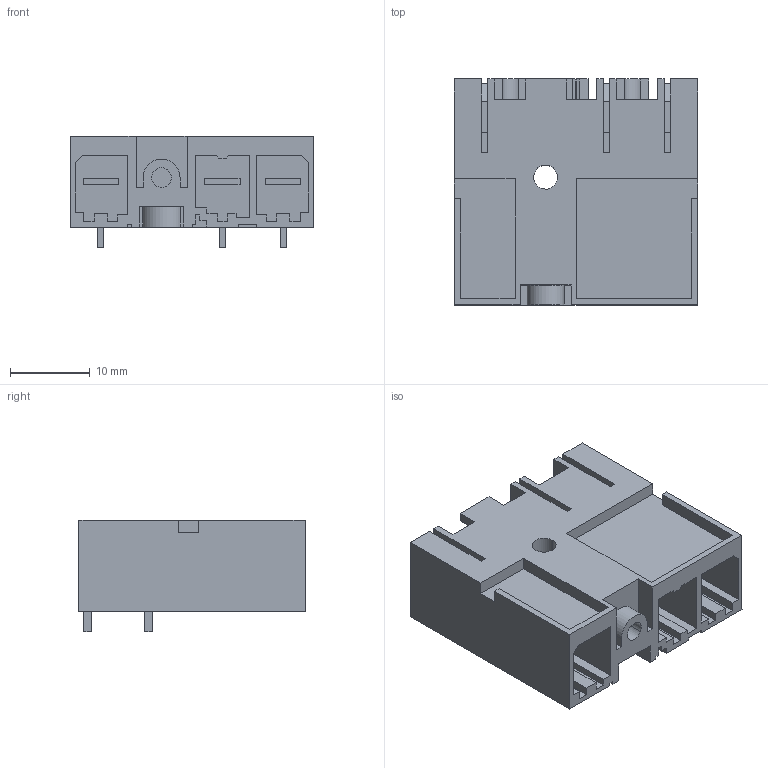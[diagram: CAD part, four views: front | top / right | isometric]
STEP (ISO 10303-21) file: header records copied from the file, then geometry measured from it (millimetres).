
FILE_DESCRIPTION(('CATIA V5 STEP Exchange','CAx-IF Rec.Pracs.--- Model Styling and Organization---1.4--- 2014-01-23'),'2;1');
FILE_NAME ('343405-1_0', '2020-12-03T14:56:50+00:00', ('none'), ('Weidmueller'), 'CATIA Version 5-6 Release 2016 SP3 HF44', 'CATIA V5 STEP AP214', 'none');
FILE_SCHEMA(('AUTOMOTIVE_DESIGN { 1 0 10303 214 1 1 1 1 }'));
Length unit declared in the file: millimetre
Products named in the file (1): 2500330000
Bounding box: 30.48 x 28.3 x 14 mm (x, y, z)
Volume: 5870.5 mm3; surface area: 7163.9 mm2
Topology: 5 solids, 5 shells, 286 faces, 822 edges, 548 vertices
Faces by surface type: plane 267, cylinder 19
Entity records: 9223 total; most frequent: ORIENTED_EDGE 1644, CARTESIAN_POINT 1619, DIRECTION 1301, EDGE_CURVE 822, VECTOR 780, LINE 780, VERTEX_POINT 548, EDGE_LOOP 300
